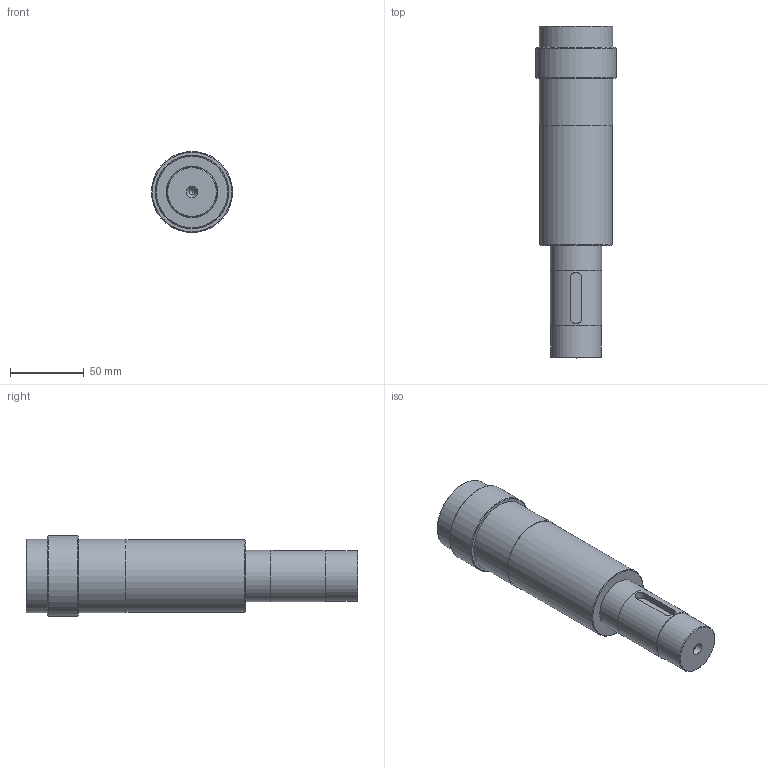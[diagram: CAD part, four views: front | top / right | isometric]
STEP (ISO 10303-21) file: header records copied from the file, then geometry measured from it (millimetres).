
FILE_DESCRIPTION(/* description */ (''),/* implementation_level */ '2;1');
FILE_NAME(/* name */ '674432.stp',/* time_stamp */ '2024-08-23T14:23:07-03:00',/* author */ (''),/* organization */ (''),/* preprocessor_version */ 'ST-DEVELOPER v16.7',/* originating_system */ 'SIEMENS PLM Software NX 12.0',/* authorisation */ '');
FILE_SCHEMA (('AUTOMOTIVE_DESIGN { 1 0 10303 214 3 1 1 1 }'));
Length unit declared in the file: millimetre
Products named in the file (1): 674432_step
Bounding box: 55 x 225.5 x 55 mm (x, y, z)
Volume: 368782.8 mm3; surface area: 37033 mm2
Topology: 1 solids, 1 shells, 31 faces, 59 edges, 37 vertices
Faces by surface type: plane 11, cylinder 11, cone 9
Full cylindrical faces by diameter (mm): 4 x2, 34 x1, 34.97 x1, 35 x1, 49.5 x1, 50 x2, 55 x1
Entity records: 746 total; most frequent: CARTESIAN_POINT 164, DIRECTION 126, ORIENTED_EDGE 74, AXIS2_PLACEMENT_3D 59, EDGE_LOOP 56, FACE_BOUND 53, EDGE_CURVE 37, VERTEX_POINT 35
